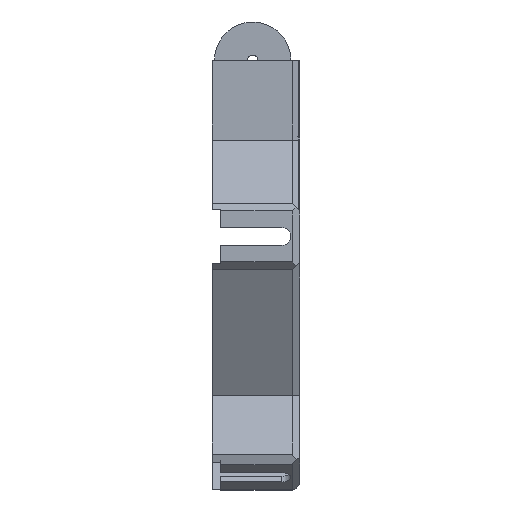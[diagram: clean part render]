
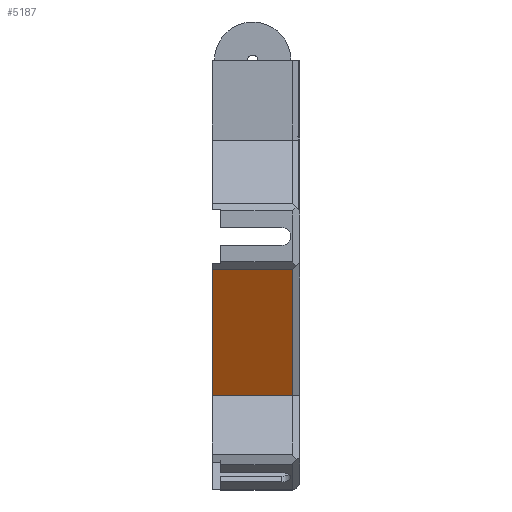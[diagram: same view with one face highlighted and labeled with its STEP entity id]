
A CAD part, left-side view. The second image highlights one B-rep face of the part: STEP entity #5187.
In plain terms, the highlighted planar face has unit normal (-0.866, 0, -0.5).
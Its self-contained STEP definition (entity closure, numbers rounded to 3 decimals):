
#85 = CARTESIAN_POINT ( 'NONE',  ( -51.095, 34.4, -62.5 ) ) ;
#239 = CARTESIAN_POINT ( 'NONE',  ( -65.385, -297.331, -37.75 ) ) ;
#480 = CARTESIAN_POINT ( 'NONE',  ( -79.674, -297.331, -13. ) ) ;
#581 = LINE ( 'NONE', #5622, #2510 ) ;
#664 = PLANE ( 'NONE',  #3161 ) ;
#961 = CARTESIAN_POINT ( 'NONE',  ( -79.674, 3., -13. ) ) ;
#1679 = FACE_OUTER_BOUND ( 'NONE', #5556, .T. ) ;
#2128 = DIRECTION ( 'NONE',  ( 0., 1., 0. ) ) ;
#2156 = LINE ( 'NONE', #3154, #5257 ) ;
#2259 = VERTEX_POINT ( 'NONE', #961 ) ;
#2510 = VECTOR ( 'NONE', #2128, 1000. ) ;
#2586 = ORIENTED_EDGE ( 'NONE', *, *, #5647, .T. ) ;
#2632 = VERTEX_POINT ( 'NONE', #2899 ) ;
#2863 = EDGE_CURVE ( 'NONE', #2632, #3285, #581, .T. ) ;
#2899 = CARTESIAN_POINT ( 'NONE',  ( -51.095, 3., -62.5 ) ) ;
#2998 = EDGE_CURVE ( 'NONE', #3285, #5445, #2156, .T. ) ;
#3135 = DIRECTION ( 'NONE',  ( -0.5, 0., 0.866 ) ) ;
#3154 = CARTESIAN_POINT ( 'NONE',  ( -51.095, 34.4, -62.5 ) ) ;
#3161 = AXIS2_PLACEMENT_3D ( 'NONE', #239, #4187, #3135 ) ;
#3178 = EDGE_CURVE ( 'NONE', #2632, #2259, #5477, .T. ) ;
#3285 = VERTEX_POINT ( 'NONE', #85 ) ;
#3325 = ORIENTED_EDGE ( 'NONE', *, *, #3178, .T. ) ;
#3746 = DIRECTION ( 'NONE',  ( -0.5, 0., 0.866 ) ) ;
#3871 = VECTOR ( 'NONE', #3913, 1000. ) ;
#3913 = DIRECTION ( 'NONE',  ( -0.5, 0., 0.866 ) ) ;
#4187 = DIRECTION ( 'NONE',  ( -0.866, 0., -0.5 ) ) ;
#4421 = ORIENTED_EDGE ( 'NONE', *, *, #2998, .F. ) ;
#4903 = CARTESIAN_POINT ( 'NONE',  ( -79.674, 34.4, -13. ) ) ;
#5176 = VECTOR ( 'NONE', #6539, 1000. ) ;
#5187 = ADVANCED_FACE ( 'NONE', ( #1679 ), #664, .T. ) ;
#5257 = VECTOR ( 'NONE', #3746, 1000. ) ;
#5445 = VERTEX_POINT ( 'NONE', #4903 ) ;
#5477 = LINE ( 'NONE', #6451, #3871 ) ;
#5556 = EDGE_LOOP ( 'NONE', ( #5570, #3325, #2586, #4421 ) ) ;
#5570 = ORIENTED_EDGE ( 'NONE', *, *, #2863, .F. ) ;
#5622 = CARTESIAN_POINT ( 'NONE',  ( -51.095, -297.331, -62.5 ) ) ;
#5647 = EDGE_CURVE ( 'NONE', #2259, #5445, #6513, .T. ) ;
#6451 = CARTESIAN_POINT ( 'NONE',  ( -79.674, 3., -13. ) ) ;
#6513 = LINE ( 'NONE', #480, #5176 ) ;
#6539 = DIRECTION ( 'NONE',  ( 0., 1., 0. ) ) ;
